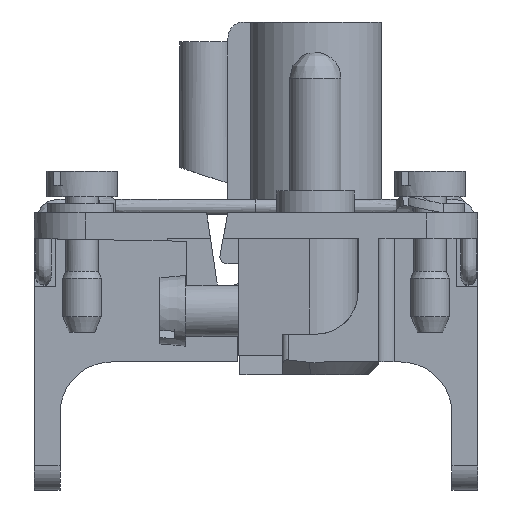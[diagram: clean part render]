
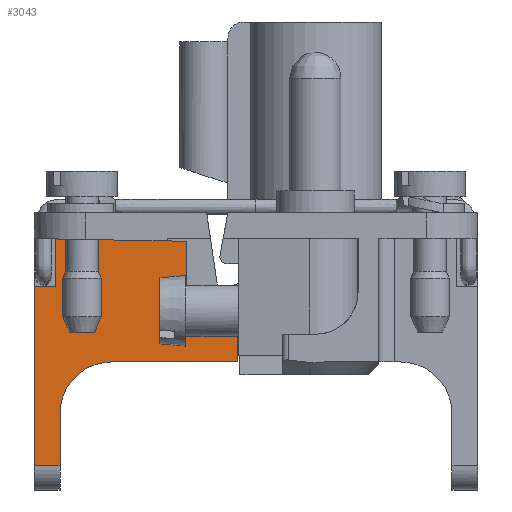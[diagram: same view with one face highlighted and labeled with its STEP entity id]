
A CAD part, left-side view. The second image highlights one B-rep face of the part: STEP entity #3043.
In plain terms, the highlighted planar face has unit normal (-1, 0, 0).
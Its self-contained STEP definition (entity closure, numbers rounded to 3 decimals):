
#2467=FACE_OUTER_BOUND('',#4547,.T.);
#3043=ADVANCED_FACE('',(#2467),#3513,.T.);
#3513=PLANE('',#13976);
#4547=EDGE_LOOP('',(#8971,#8972,#8973,#8974,#8975,#8976,#8977,#8978,#8979,
#8980,#8981));
#5332=LINE('',#20190,#6307);
#5462=LINE('',#20584,#6437);
#5479=LINE('',#20619,#6454);
#5480=LINE('',#20621,#6455);
#5481=LINE('',#20622,#6456);
#5482=LINE('',#20624,#6457);
#5483=LINE('',#20628,#6458);
#5484=LINE('',#20630,#6459);
#5485=LINE('',#20632,#6460);
#5486=LINE('',#20634,#6461);
#6307=VECTOR('',#15984,1.);
#6437=VECTOR('',#16178,1.);
#6454=VECTOR('',#16209,1.);
#6455=VECTOR('',#16210,1.);
#6456=VECTOR('',#16211,1.);
#6457=VECTOR('',#16212,1.);
#6458=VECTOR('',#16215,1.);
#6459=VECTOR('',#16216,1.);
#6460=VECTOR('',#16217,1.);
#6461=VECTOR('',#16218,1.);
#8971=ORIENTED_EDGE('',*,*,#12236,.F.);
#8972=ORIENTED_EDGE('',*,*,#12255,.T.);
#8973=ORIENTED_EDGE('',*,*,#12256,.F.);
#8974=ORIENTED_EDGE('',*,*,#12084,.T.);
#8975=ORIENTED_EDGE('',*,*,#12257,.T.);
#8976=ORIENTED_EDGE('',*,*,#12258,.T.);
#8977=ORIENTED_EDGE('',*,*,#12259,.T.);
#8978=ORIENTED_EDGE('',*,*,#12260,.T.);
#8979=ORIENTED_EDGE('',*,*,#12261,.T.);
#8980=ORIENTED_EDGE('',*,*,#12262,.F.);
#8981=ORIENTED_EDGE('',*,*,#12263,.T.);
#10653=VERTEX_POINT('',#20189);
#10654=VERTEX_POINT('',#20191);
#10800=VERTEX_POINT('',#20583);
#10801=VERTEX_POINT('',#20585);
#10812=VERTEX_POINT('',#20620);
#10813=VERTEX_POINT('',#20623);
#10814=VERTEX_POINT('',#20625);
#10815=VERTEX_POINT('',#20627);
#10816=VERTEX_POINT('',#20629);
#10817=VERTEX_POINT('',#20631);
#10818=VERTEX_POINT('',#20633);
#12084=EDGE_CURVE('',#10654,#10653,#5332,.T.);
#12236=EDGE_CURVE('',#10800,#10801,#5462,.T.);
#12255=EDGE_CURVE('',#10800,#10812,#5479,.T.);
#12256=EDGE_CURVE('',#10654,#10812,#5480,.T.);
#12257=EDGE_CURVE('',#10653,#10813,#5481,.T.);
#12258=EDGE_CURVE('',#10813,#10814,#5482,.T.);
#12259=EDGE_CURVE('',#10814,#10815,#12947,.T.);
#12260=EDGE_CURVE('',#10815,#10816,#5483,.T.);
#12261=EDGE_CURVE('',#10816,#10817,#5484,.T.);
#12262=EDGE_CURVE('',#10818,#10817,#5485,.T.);
#12263=EDGE_CURVE('',#10818,#10801,#5486,.T.);
#12947=CIRCLE('',#13975,4.);
#13975=AXIS2_PLACEMENT_3D('',#20626,#16213,#16214);
#13976=AXIS2_PLACEMENT_3D('',#20635,#16219,#16220);
#15984=DIRECTION('',(0.,0.,-1.));
#16178=DIRECTION('',(0.,-1.,-0.017));
#16209=DIRECTION('',(0.,0.,-1.));
#16210=DIRECTION('',(0.,-1.,0.));
#16211=DIRECTION('',(0.,-1.,0.));
#16212=DIRECTION('',(0.,0.,1.));
#16213=DIRECTION('',(1.,0.,0.));
#16214=DIRECTION('',(0.,-1.,0.));
#16215=DIRECTION('',(0.,-1.,0.));
#16216=DIRECTION('',(0.,0.,1.));
#16217=DIRECTION('',(0.,-1.,0.));
#16218=DIRECTION('',(0.,0.,1.));
#16219=DIRECTION('',(-1.,0.,0.));
#16220=DIRECTION('',(0.,0.,1.));
#20189=CARTESIAN_POINT('',(-31.65,17.2,-17.62));
#20190=CARTESIAN_POINT('',(-31.65,17.2,-19.5));
#20191=CARTESIAN_POINT('',(-31.65,17.2,-3.7));
#20583=CARTESIAN_POINT('',(-31.65,15.55,-0.029));
#20584=CARTESIAN_POINT('',(-31.65,14.86,-0.041));
#20585=CARTESIAN_POINT('',(-31.65,5.4,-0.206));
#20619=CARTESIAN_POINT('',(-31.65,15.55,-19.5));
#20620=CARTESIAN_POINT('',(-31.65,15.55,-3.7));
#20621=CARTESIAN_POINT('',(-31.65,15.2,-3.7));
#20622=CARTESIAN_POINT('',(-31.65,15.2,-17.62));
#20623=CARTESIAN_POINT('',(-31.65,15.2,-17.62));
#20624=CARTESIAN_POINT('',(-31.65,15.2,-19.5));
#20625=CARTESIAN_POINT('',(-31.65,15.2,-13.57));
#20626=CARTESIAN_POINT('',(-31.65,11.2,-13.57));
#20627=CARTESIAN_POINT('',(-31.65,11.2,-9.57));
#20628=CARTESIAN_POINT('',(-31.65,11.2,-9.57));
#20629=CARTESIAN_POINT('',(-31.65,1.4,-9.57));
#20630=CARTESIAN_POINT('',(-31.65,1.4,-9.57));
#20631=CARTESIAN_POINT('',(-31.65,1.4,-7.206));
#20632=CARTESIAN_POINT('',(-31.65,5.4,-7.206));
#20633=CARTESIAN_POINT('',(-31.65,5.4,-7.206));
#20634=CARTESIAN_POINT('',(-31.65,5.4,-0.206));
#20635=CARTESIAN_POINT('',(-31.65,15.2,-19.5));
